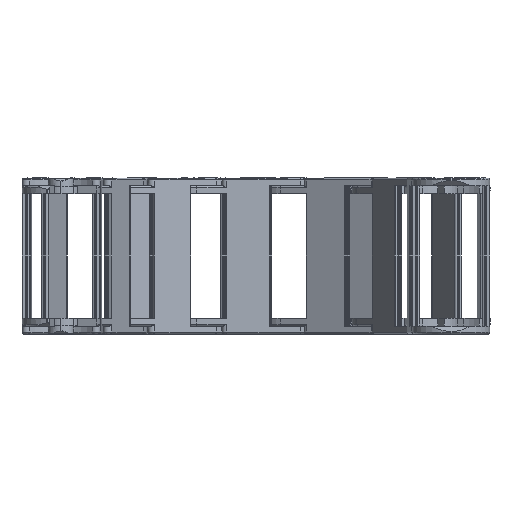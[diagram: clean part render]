
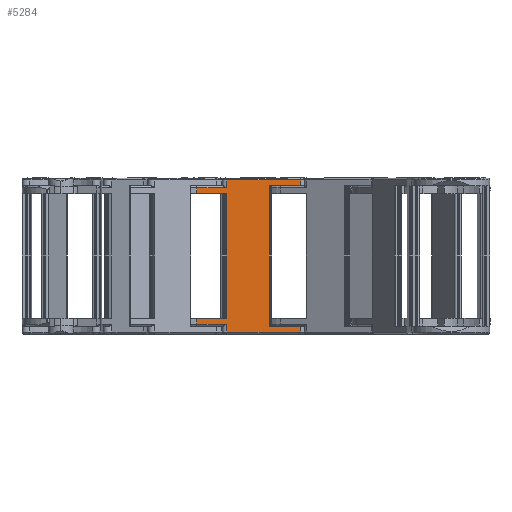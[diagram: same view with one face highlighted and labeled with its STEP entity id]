
A CAD part, left-side view. The second image highlights one B-rep face of the part: STEP entity #5284.
In plain terms, the highlighted face is planar.
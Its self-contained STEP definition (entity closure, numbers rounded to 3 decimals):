
#28 = EDGE_CURVE ( 'NONE', #1485, #2253, #9356, .T. ) ;
#155 = VECTOR ( 'NONE', #2298, 1000. ) ;
#158 = ORIENTED_EDGE ( 'NONE', *, *, #715, .F. ) ;
#178 = LINE ( 'NONE', #7049, #4067 ) ;
#179 = VECTOR ( 'NONE', #620, 1000. ) ;
#180 = ORIENTED_EDGE ( 'NONE', *, *, #7131, .T. ) ;
#195 = VERTEX_POINT ( 'NONE', #5957 ) ;
#286 = LINE ( 'NONE', #8068, #179 ) ;
#375 = EDGE_CURVE ( 'NONE', #6595, #7995, #8896, .T. ) ;
#464 = ORIENTED_EDGE ( 'NONE', *, *, #3648, .T. ) ;
#620 = DIRECTION ( 'NONE',  ( -1., 0.016, 0.002 ) ) ;
#715 = EDGE_CURVE ( 'NONE', #5278, #991, #4780, .T. ) ;
#725 = CARTESIAN_POINT ( 'NONE',  ( 79.312, -8.728, -50.239 ) ) ;
#798 = VERTEX_POINT ( 'NONE', #3659 ) ;
#813 = CARTESIAN_POINT ( 'NONE',  ( 39.318, -8.079, -50.163 ) ) ;
#856 = LINE ( 'NONE', #6912, #1196 ) ;
#921 = PLANE ( 'NONE',  #3807 ) ;
#924 = VERTEX_POINT ( 'NONE', #1564 ) ;
#938 = ORIENTED_EDGE ( 'NONE', *, *, #4518, .F. ) ;
#991 = VERTEX_POINT ( 'NONE', #1856 ) ;
#996 = VECTOR ( 'NONE', #1060, 1000. ) ;
#1051 = DIRECTION ( 'NONE',  ( -1., 0.016, 0.002 ) ) ;
#1060 = DIRECTION ( 'NONE',  ( -0.003, -0.052, -0.999 ) ) ;
#1100 = CARTESIAN_POINT ( 'NONE',  ( 79.314, -8.689, -49.49 ) ) ;
#1129 = EDGE_CURVE ( 'NONE', #5482, #5278, #286, .T. ) ;
#1155 = LINE ( 'NONE', #8957, #8088 ) ;
#1177 = CARTESIAN_POINT ( 'NONE',  ( 79.321, -8.571, -47.243 ) ) ;
#1196 = VECTOR ( 'NONE', #1837, 1000. ) ;
#1440 = ORIENTED_EDGE ( 'NONE', *, *, #1572, .T. ) ;
#1485 = VERTEX_POINT ( 'NONE', #3473 ) ;
#1559 = VECTOR ( 'NONE', #3607, 1000. ) ;
#1564 = CARTESIAN_POINT ( 'NONE',  ( 67.96, -5.601, 5.956 ) ) ;
#1572 = EDGE_CURVE ( 'NONE', #1735, #6595, #3147, .T. ) ;
#1586 = DIRECTION ( 'NONE',  ( -1., 0.016, 0.002 ) ) ;
#1735 = VERTEX_POINT ( 'NONE', #5288 ) ;
#1837 = DIRECTION ( 'NONE',  ( -1., 0.016, 0.002 ) ) ;
#1856 = CARTESIAN_POINT ( 'NONE',  ( 67.799, -8.659, -52.464 ) ) ;
#2085 = LINE ( 'NONE', #5814, #4266 ) ;
#2103 = CARTESIAN_POINT ( 'NONE',  ( 67.954, -5.876, 0.713 ) ) ;
#2109 = LINE ( 'NONE', #9012, #155 ) ;
#2188 = CARTESIAN_POINT ( 'NONE',  ( 67.951, -5.758, 2.96 ) ) ;
#2196 = LINE ( 'NONE', #1177, #9465 ) ;
#2253 = VERTEX_POINT ( 'NONE', #813 ) ;
#2298 = DIRECTION ( 'NONE',  ( 0.003, 0.052, 0.999 ) ) ;
#2471 = VERTEX_POINT ( 'NONE', #9201 ) ;
#2510 = EDGE_CURVE ( 'NONE', #798, #3837, #856, .T. ) ;
#2533 = LINE ( 'NONE', #2188, #3111 ) ;
#2588 = CARTESIAN_POINT ( 'NONE',  ( 79.452, -6.062, 0.692 ) ) ;
#2764 = VECTOR ( 'NONE', #7967, 1000. ) ;
#2765 = CARTESIAN_POINT ( 'NONE',  ( 67.888, -7.13, -23.254 ) ) ;
#3010 = CARTESIAN_POINT ( 'NONE',  ( 79.452, -6.062, 0.692 ) ) ;
#3070 = VERTEX_POINT ( 'NONE', #8683 ) ;
#3111 = VECTOR ( 'NONE', #6674, 1000. ) ;
#3147 = LINE ( 'NONE', #2765, #1559 ) ;
#3153 = FACE_OUTER_BOUND ( 'NONE', #5554, .T. ) ;
#3170 = CARTESIAN_POINT ( 'NONE',  ( 67.797, -8.698, -53.213 ) ) ;
#3473 = CARTESIAN_POINT ( 'NONE',  ( 51.327, -8.274, -50.186 ) ) ;
#3607 = DIRECTION ( 'NONE',  ( 0.003, 0.052, 0.999 ) ) ;
#3648 = EDGE_CURVE ( 'NONE', #3070, #195, #2533, .T. ) ;
#3659 = CARTESIAN_POINT ( 'NONE',  ( 51.475, -5.452, 3.74 ) ) ;
#3761 = EDGE_CURVE ( 'NONE', #991, #2471, #9235, .T. ) ;
#3807 = AXIS2_PLACEMENT_3D ( 'NONE', #7589, #6176, #8352 ) ;
#3837 = VERTEX_POINT ( 'NONE', #4162 ) ;
#3976 = VERTEX_POINT ( 'NONE', #8001 ) ;
#3980 = CARTESIAN_POINT ( 'NONE',  ( 67.962, -5.562, 6.705 ) ) ;
#3993 = DIRECTION ( 'NONE',  ( 1., -0.016, -0.002 ) ) ;
#4067 = VECTOR ( 'NONE', #1051, 1000. ) ;
#4117 = EDGE_CURVE ( 'NONE', #1735, #6879, #2196, .T. ) ;
#4162 = CARTESIAN_POINT ( 'NONE',  ( 39.466, -5.257, 3.763 ) ) ;
#4169 = ORIENTED_EDGE ( 'NONE', *, *, #3761, .F. ) ;
#4266 = VECTOR ( 'NONE', #6599, 1000. ) ;
#4314 = ORIENTED_EDGE ( 'NONE', *, *, #28, .T. ) ;
#4370 = CARTESIAN_POINT ( 'NONE',  ( 79.468, -5.749, 6.683 ) ) ;
#4374 = EDGE_CURVE ( 'NONE', #3976, #3837, #1155, .T. ) ;
#4505 = EDGE_CURVE ( 'NONE', #195, #924, #5191, .T. ) ;
#4518 = EDGE_CURVE ( 'NONE', #2471, #2253, #4838, .T. ) ;
#4586 = ORIENTED_EDGE ( 'NONE', *, *, #375, .T. ) ;
#4597 = CARTESIAN_POINT ( 'NONE',  ( 39.311, -8.197, -52.41 ) ) ;
#4629 = ORIENTED_EDGE ( 'NONE', *, *, #4374, .T. ) ;
#4678 = DIRECTION ( 'NONE',  ( 0.003, 0.052, 0.999 ) ) ;
#4722 = VECTOR ( 'NONE', #3993, 1000. ) ;
#4780 = LINE ( 'NONE', #3170, #996 ) ;
#4838 = LINE ( 'NONE', #8449, #4950 ) ;
#4950 = VECTOR ( 'NONE', #9377, 1000. ) ;
#5191 = LINE ( 'NONE', #3980, #6837 ) ;
#5209 = ORIENTED_EDGE ( 'NONE', *, *, #4117, .F. ) ;
#5278 = VERTEX_POINT ( 'NONE', #6048 ) ;
#5284 = ADVANCED_FACE ( 'NONE', ( #3153 ), #921, .F. ) ;
#5288 = CARTESIAN_POINT ( 'NONE',  ( 67.822, -8.385, -47.221 ) ) ;
#5357 = ORIENTED_EDGE ( 'NONE', *, *, #1129, .F. ) ;
#5482 = VERTEX_POINT ( 'NONE', #1100 ) ;
#5554 = EDGE_LOOP ( 'NONE', ( #1440, #4586, #8958, #464, #7486, #8722, #4629, #5724, #8554, #4314, #938, #4169, #158, #5357, #180, #5209 ) ) ;
#5632 = EDGE_CURVE ( 'NONE', #924, #3976, #178, .T. ) ;
#5724 = ORIENTED_EDGE ( 'NONE', *, *, #2510, .F. ) ;
#5814 = CARTESIAN_POINT ( 'NONE',  ( 51.401, -6.863, -23.223 ) ) ;
#5957 = CARTESIAN_POINT ( 'NONE',  ( 67.951, -5.758, 2.96 ) ) ;
#6048 = CARTESIAN_POINT ( 'NONE',  ( 67.808, -8.502, -49.468 ) ) ;
#6176 = DIRECTION ( 'NONE',  ( 0.016, 0.999, -0.052 ) ) ;
#6355 = DIRECTION ( 'NONE',  ( 1., -0.016, -0.002 ) ) ;
#6595 = VERTEX_POINT ( 'NONE', #2103 ) ;
#6599 = DIRECTION ( 'NONE',  ( -0.003, -0.052, -0.999 ) ) ;
#6674 = DIRECTION ( 'NONE',  ( -1., 0.016, 0.002 ) ) ;
#6837 = VECTOR ( 'NONE', #4678, 1000. ) ;
#6879 = VERTEX_POINT ( 'NONE', #9405 ) ;
#6912 = CARTESIAN_POINT ( 'NONE',  ( 79.46, -5.905, 3.687 ) ) ;
#7049 = CARTESIAN_POINT ( 'NONE',  ( 39.472, -5.139, 6.01 ) ) ;
#7066 = VECTOR ( 'NONE', #7212, 1000. ) ;
#7131 = EDGE_CURVE ( 'NONE', #5482, #6879, #2109, .T. ) ;
#7212 = DIRECTION ( 'NONE',  ( -0.003, -0.052, -0.999 ) ) ;
#7486 = ORIENTED_EDGE ( 'NONE', *, *, #4505, .T. ) ;
#7589 = CARTESIAN_POINT ( 'NONE',  ( 79.386, -7.317, -23.276 ) ) ;
#7928 = EDGE_CURVE ( 'NONE', #3070, #7995, #9238, .T. ) ;
#7959 = EDGE_CURVE ( 'NONE', #798, #1485, #2085, .T. ) ;
#7967 = DIRECTION ( 'NONE',  ( -1., 0.016, 0.002 ) ) ;
#7995 = VERTEX_POINT ( 'NONE', #3010 ) ;
#8001 = CARTESIAN_POINT ( 'NONE',  ( 39.472, -5.139, 6.01 ) ) ;
#8068 = CARTESIAN_POINT ( 'NONE',  ( 67.808, -8.502, -49.468 ) ) ;
#8088 = VECTOR ( 'NONE', #9008, 1000. ) ;
#8352 = DIRECTION ( 'NONE',  ( -0.003, -0.052, -0.999 ) ) ;
#8449 = CARTESIAN_POINT ( 'NONE',  ( 39.309, -8.236, -53.159 ) ) ;
#8554 = ORIENTED_EDGE ( 'NONE', *, *, #7959, .T. ) ;
#8683 = CARTESIAN_POINT ( 'NONE',  ( 79.458, -5.945, 2.938 ) ) ;
#8722 = ORIENTED_EDGE ( 'NONE', *, *, #5632, .T. ) ;
#8896 = LINE ( 'NONE', #2588, #4722 ) ;
#8957 = CARTESIAN_POINT ( 'NONE',  ( 39.474, -5.1, 6.759 ) ) ;
#8958 = ORIENTED_EDGE ( 'NONE', *, *, #7928, .F. ) ;
#9008 = DIRECTION ( 'NONE',  ( -0.003, -0.052, -0.999 ) ) ;
#9012 = CARTESIAN_POINT ( 'NONE',  ( 79.304, -8.885, -53.234 ) ) ;
#9201 = CARTESIAN_POINT ( 'NONE',  ( 39.311, -8.197, -52.41 ) ) ;
#9235 = LINE ( 'NONE', #4597, #9478 ) ;
#9238 = LINE ( 'NONE', #4370, #7066 ) ;
#9356 = LINE ( 'NONE', #725, #2764 ) ;
#9377 = DIRECTION ( 'NONE',  ( 0.003, 0.052, 0.999 ) ) ;
#9405 = CARTESIAN_POINT ( 'NONE',  ( 79.321, -8.571, -47.243 ) ) ;
#9465 = VECTOR ( 'NONE', #6355, 1000. ) ;
#9478 = VECTOR ( 'NONE', #1586, 1000. ) ;
